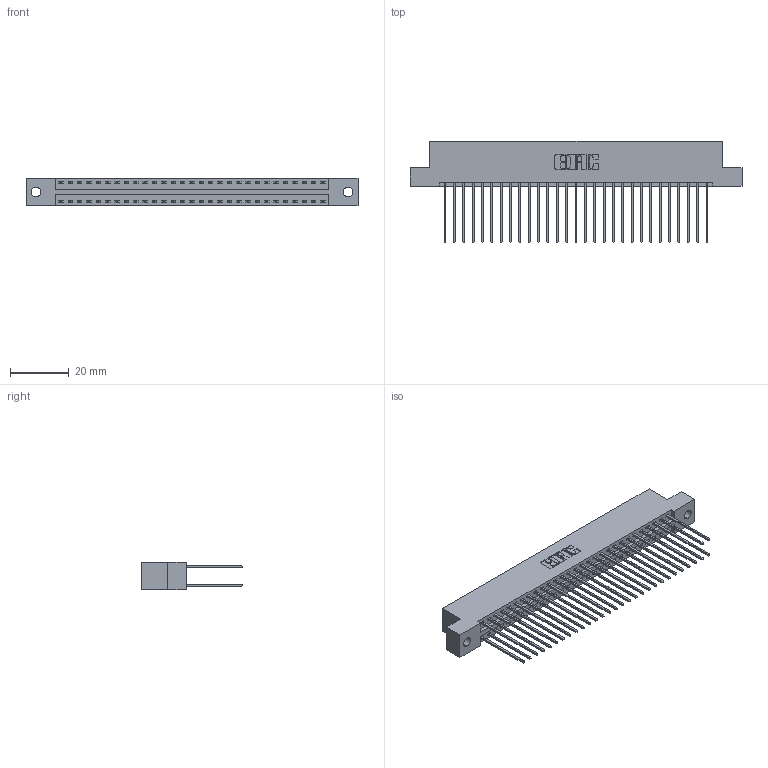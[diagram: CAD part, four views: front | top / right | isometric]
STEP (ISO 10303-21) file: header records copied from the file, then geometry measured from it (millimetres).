
FILE_DESCRIPTION (( 'STEP AP203' ), '1' );
FILE_NAME ('396-058-541-202.STEP', '2019-10-30T16:12:24', ( '' ), ( '' ), 'SwSTEP 2.0', 'SolidWorks 2016', '' );
FILE_SCHEMA (( 'CONFIG_CONTROL_DESIGN' ));
Length unit declared in the file: inch
Products named in the file (3): 345-292-001_345-293-141; 396-058-541-202; 346 Part_Flush Mounting Lugs - 0.128 Dia
Assembly tree (59 placements, depth 2):
  396-058-541-202
    346 Part_Flush Mounting Lugs - 0.128 Dia
    345-292-001_345-293-141  x58
Bounding box: 112.65 x 34.29 x 9.4 mm (x, y, z)
Volume: 11179.8 mm3; surface area: 16489.6 mm2
Topology: 59 solids, 59 shells, 3138 faces, 9319 edges, 6134 vertices
Faces by surface type: plane 2106, cylinder 1032
Entity records: 20697 total; most frequent: CARTESIAN_POINT 3428, ORIENTED_EDGE 3362, DIRECTION 3073, EDGE_CURVE 1681, VECTOR 1433, LINE 1433, VERTEX_POINT 1118, AXIS2_PLACEMENT_3D 820
